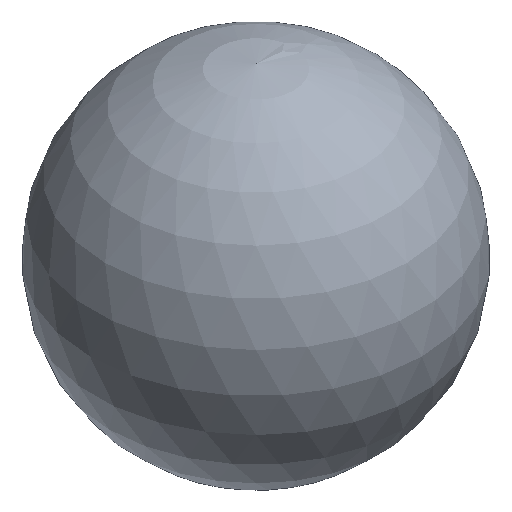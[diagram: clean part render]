
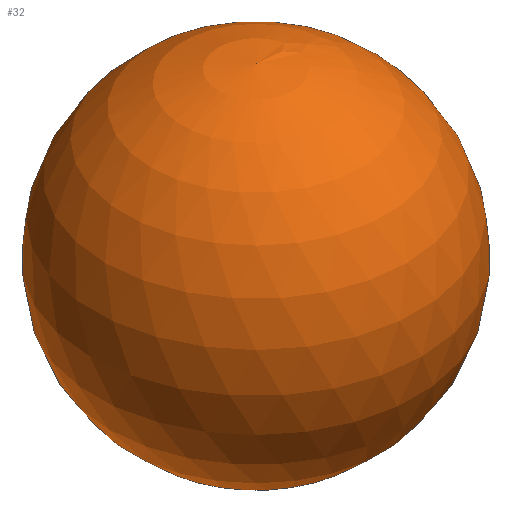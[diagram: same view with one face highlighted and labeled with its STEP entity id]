
A CAD part, isometric view. The second image highlights one B-rep face of the part: STEP entity #32.
In plain terms, the highlighted spherical face has radius 12.723 mm.
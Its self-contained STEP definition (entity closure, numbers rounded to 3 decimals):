
#32 = ADVANCED_FACE( '', ( #63 ), #64, .T. );
#63 = FACE_OUTER_BOUND( '', #93, .T. );
#64 = SPHERICAL_SURFACE( '', #94, 12.723 );
#93 = EDGE_LOOP( '', ( #119 ) );
#94 = AXIS2_PLACEMENT_3D( '', #120, #121, #122 );
#119 = ORIENTED_EDGE( '', *, *, #151, .T. );
#120 = CARTESIAN_POINT( '', ( 0., 0., 10.277 ) );
#121 = DIRECTION( '', ( 0., 0., 1. ) );
#122 = DIRECTION( '', ( 1., 0., 0. ) );
#151 = EDGE_CURVE( '', #165, #165, #166, .T. );
#165 = VERTEX_POINT( '', #181 );
#166 = CIRCLE( '', #182, 7.5 );
#181 = CARTESIAN_POINT( '', ( 7.5, 0., 0. ) );
#182 = AXIS2_PLACEMENT_3D( '', #197, #198, #199 );
#197 = CARTESIAN_POINT( '', ( 0., 0., 0. ) );
#198 = DIRECTION( '', ( 0., 0., 1. ) );
#199 = DIRECTION( '', ( 1., 0., 0. ) );
